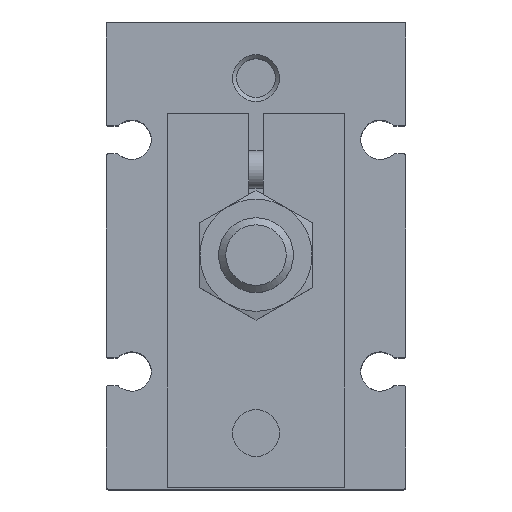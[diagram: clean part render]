
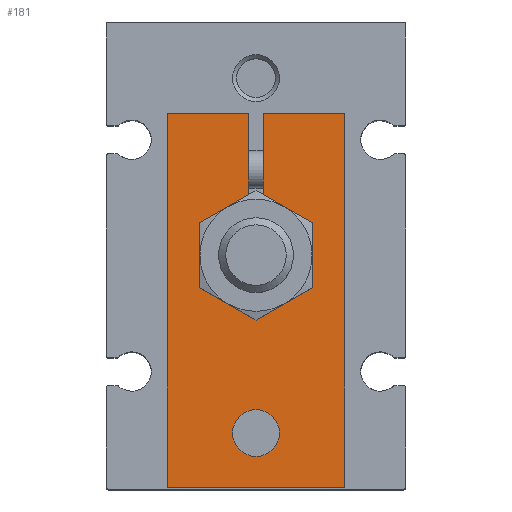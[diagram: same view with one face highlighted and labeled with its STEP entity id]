
A CAD part, top view. The second image highlights one B-rep face of the part: STEP entity #181.
In plain terms, the highlighted planar face has unit normal (0, 0, 1).
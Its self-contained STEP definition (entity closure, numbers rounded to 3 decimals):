
#181 = ADVANCED_FACE( '', ( #367, #368 ), #369, .T. );
#367 = FACE_BOUND( '', #748, .T. );
#368 = FACE_OUTER_BOUND( '', #749, .T. );
#369 = PLANE( '', #750 );
#748 = EDGE_LOOP( '', ( #1202 ) );
#749 = EDGE_LOOP( '', ( #1203, #1204, #1205, #1206, #1207, #1208, #1209, #1210 ) );
#750 = AXIS2_PLACEMENT_3D( '', #1211, #1212, #1213 );
#1202 = ORIENTED_EDGE( '', *, *, #2357, .F. );
#1203 = ORIENTED_EDGE( '', *, *, #2358, .T. );
#1204 = ORIENTED_EDGE( '', *, *, #2359, .T. );
#1205 = ORIENTED_EDGE( '', *, *, #2360, .T. );
#1206 = ORIENTED_EDGE( '', *, *, #2361, .T. );
#1207 = ORIENTED_EDGE( '', *, *, #2362, .T. );
#1208 = ORIENTED_EDGE( '', *, *, #2363, .T. );
#1209 = ORIENTED_EDGE( '', *, *, #2364, .F. );
#1210 = ORIENTED_EDGE( '', *, *, #2365, .T. );
#1211 = CARTESIAN_POINT( '', ( 0., 0., 11. ) );
#1212 = DIRECTION( '', ( 0., 0., 1. ) );
#1213 = DIRECTION( '', ( 1., 0., 0. ) );
#2357 = EDGE_CURVE( '', #2789, #2789, #2790, .T. );
#2358 = EDGE_CURVE( '', #2791, #2792, #2793, .T. );
#2359 = EDGE_CURVE( '', #2792, #2794, #2795, .T. );
#2360 = EDGE_CURVE( '', #2794, #2796, #2797, .T. );
#2361 = EDGE_CURVE( '', #2796, #2798, #2799, .T. );
#2362 = EDGE_CURVE( '', #2798, #2800, #2801, .T. );
#2363 = EDGE_CURVE( '', #2800, #2802, #2803, .T. );
#2364 = EDGE_CURVE( '', #2804, #2802, #2805, .T. );
#2365 = EDGE_CURVE( '', #2804, #2791, #2806, .T. );
#2789 = VERTEX_POINT( '', #3970 );
#2790 = CIRCLE( '', #3971, 2.5 );
#2791 = VERTEX_POINT( '', #3972 );
#2792 = VERTEX_POINT( '', #3973 );
#2793 = LINE( '', #3974, #3975 );
#2794 = VERTEX_POINT( '', #3976 );
#2795 = LINE( '', #3977, #3978 );
#2796 = VERTEX_POINT( '', #3979 );
#2797 = LINE( '', #3980, #3981 );
#2798 = VERTEX_POINT( '', #3982 );
#2799 = LINE( '', #3983, #3984 );
#2800 = VERTEX_POINT( '', #3985 );
#2801 = LINE( '', #3986, #3987 );
#2802 = VERTEX_POINT( '', #3988 );
#2803 = LINE( '', #3989, #3990 );
#2804 = VERTEX_POINT( '', #3991 );
#2805 = CIRCLE( '', #3992, 5. );
#2806 = LINE( '', #3993, #3994 );
#3970 = CARTESIAN_POINT( '', ( 2.5, -19., 11. ) );
#3971 = AXIS2_PLACEMENT_3D( '', #4872, #4873, #4874 );
#3972 = CARTESIAN_POINT( '', ( -0.75, 15.2, 11. ) );
#3973 = CARTESIAN_POINT( '', ( -9.5, 15.2, 11. ) );
#3974 = CARTESIAN_POINT( '', ( -0.75, 15.2, 11. ) );
#3975 = VECTOR( '', #4875, 1000. );
#3976 = CARTESIAN_POINT( '', ( -9.5, -24.8, 11. ) );
#3977 = CARTESIAN_POINT( '', ( -9.5, 15.2, 11. ) );
#3978 = VECTOR( '', #4876, 1000. );
#3979 = CARTESIAN_POINT( '', ( 9.5, -24.8, 11. ) );
#3980 = CARTESIAN_POINT( '', ( -9.5, -24.8, 11. ) );
#3981 = VECTOR( '', #4877, 1000. );
#3982 = CARTESIAN_POINT( '', ( 9.5, 15.2, 11. ) );
#3983 = CARTESIAN_POINT( '', ( 9.5, -24.8, 11. ) );
#3984 = VECTOR( '', #4878, 1000. );
#3985 = CARTESIAN_POINT( '', ( 0.75, 15.2, 11. ) );
#3986 = CARTESIAN_POINT( '', ( 9.5, 15.2, 11. ) );
#3987 = VECTOR( '', #4879, 1000. );
#3988 = CARTESIAN_POINT( '', ( 0.75, 4.943, 11. ) );
#3989 = CARTESIAN_POINT( '', ( 0.75, 15.2, 11. ) );
#3990 = VECTOR( '', #4880, 1000. );
#3991 = CARTESIAN_POINT( '', ( -0.75, 4.943, 11. ) );
#3992 = AXIS2_PLACEMENT_3D( '', #4881, #4882, #4883 );
#3993 = CARTESIAN_POINT( '', ( -0.75, 4.943, 11. ) );
#3994 = VECTOR( '', #4884, 1000. );
#4872 = CARTESIAN_POINT( '', ( 0., -19., 11. ) );
#4873 = DIRECTION( '', ( 0., 0., 1. ) );
#4874 = DIRECTION( '', ( 1., 0., 0. ) );
#4875 = DIRECTION( '', ( -1., 0., 0. ) );
#4876 = DIRECTION( '', ( 0., -1., 0. ) );
#4877 = DIRECTION( '', ( 1., 0., 0. ) );
#4878 = DIRECTION( '', ( 0., 1., 0. ) );
#4879 = DIRECTION( '', ( -1., 0., 0. ) );
#4880 = DIRECTION( '', ( 0., -1., 0. ) );
#4881 = CARTESIAN_POINT( '', ( 0., 0., 11. ) );
#4882 = DIRECTION( '', ( 0., 0., 1. ) );
#4883 = DIRECTION( '', ( 1., 0., 0. ) );
#4884 = DIRECTION( '', ( 0., 1., 0. ) );
